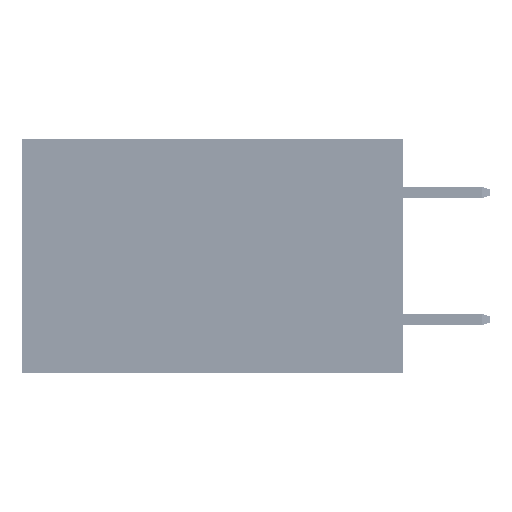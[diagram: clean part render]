
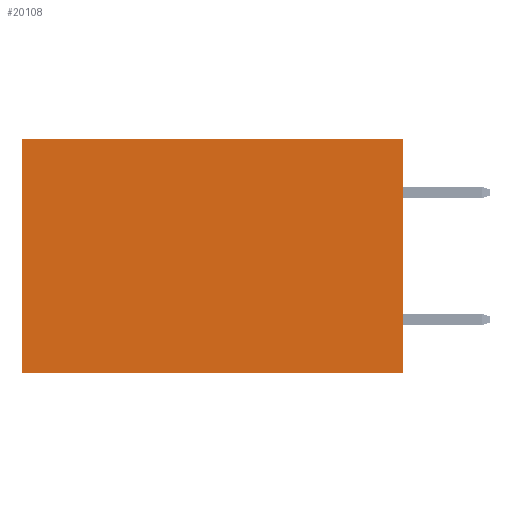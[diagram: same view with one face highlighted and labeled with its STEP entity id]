
A CAD part, left-side view. The second image highlights one B-rep face of the part: STEP entity #20108.
In plain terms, the highlighted planar face has unit normal (-1, 0, 0).
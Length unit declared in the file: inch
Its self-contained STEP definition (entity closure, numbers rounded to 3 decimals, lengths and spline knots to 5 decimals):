
#1951 = EDGE_CURVE ( 'NONE', #16968, #37657, #22338, .T. ) ;
#2729 = CARTESIAN_POINT ( 'NONE',  ( 0.2875, 0., 0. ) ) ;
#2951 = PLANE ( 'NONE',  #9537 ) ;
#3615 = CARTESIAN_POINT ( 'NONE',  ( 0.2875, 0., -0.37 ) ) ;
#3732 = CARTESIAN_POINT ( 'NONE',  ( 0.2875, 0.6, 0. ) ) ;
#5269 = VECTOR ( 'NONE', #14486, 39.37008 ) ;
#6305 = CARTESIAN_POINT ( 'NONE',  ( 0.2875, 0., 0. ) ) ;
#8492 = CARTESIAN_POINT ( 'NONE',  ( 0.2875, 0.6, -0.37 ) ) ;
#8538 = EDGE_CURVE ( 'NONE', #36096, #11769, #23839, .T. ) ;
#8759 = VECTOR ( 'NONE', #15395, 39.37008 ) ;
#9537 = AXIS2_PLACEMENT_3D ( 'NONE', #2729, #46564, #18016 ) ;
#11763 = DIRECTION ( 'NONE',  ( 0., 0., -1. ) ) ;
#11769 = VERTEX_POINT ( 'NONE', #36455 ) ;
#14486 = DIRECTION ( 'NONE',  ( 0., 0., -1. ) ) ;
#15395 = DIRECTION ( 'NONE',  ( 0., 1., 0. ) ) ;
#16968 = VERTEX_POINT ( 'NONE', #3615 ) ;
#17048 = EDGE_CURVE ( 'NONE', #36096, #16968, #40329, .T. ) ;
#18016 = DIRECTION ( 'NONE',  ( 0., 0., -1. ) ) ;
#20108 = ADVANCED_FACE ( 'NONE', ( #47035 ), #2951, .F. ) ;
#20290 = DIRECTION ( 'NONE',  ( 0., 1., 0. ) ) ;
#21231 = EDGE_LOOP ( 'NONE', ( #42999, #43046, #46544, #38027 ) ) ;
#22338 = LINE ( 'NONE', #36830, #8759 ) ;
#23793 = EDGE_CURVE ( 'NONE', #11769, #37657, #25011, .T. ) ;
#23839 = LINE ( 'NONE', #38806, #44496 ) ;
#25011 = LINE ( 'NONE', #3732, #5269 ) ;
#30365 = CARTESIAN_POINT ( 'NONE',  ( 0.2875, 0., 0. ) ) ;
#32057 = VECTOR ( 'NONE', #11763, 39.37008 ) ;
#36096 = VERTEX_POINT ( 'NONE', #6305 ) ;
#36455 = CARTESIAN_POINT ( 'NONE',  ( 0.2875, 0.6, 0. ) ) ;
#36830 = CARTESIAN_POINT ( 'NONE',  ( 0.2875, 0., -0.37 ) ) ;
#37657 = VERTEX_POINT ( 'NONE', #8492 ) ;
#38027 = ORIENTED_EDGE ( 'NONE', *, *, #8538, .T. ) ;
#38806 = CARTESIAN_POINT ( 'NONE',  ( 0.2875, 0., 0. ) ) ;
#40329 = LINE ( 'NONE', #30365, #32057 ) ;
#42999 = ORIENTED_EDGE ( 'NONE', *, *, #23793, .T. ) ;
#43046 = ORIENTED_EDGE ( 'NONE', *, *, #1951, .F. ) ;
#44496 = VECTOR ( 'NONE', #20290, 39.37008 ) ;
#46544 = ORIENTED_EDGE ( 'NONE', *, *, #17048, .F. ) ;
#46564 = DIRECTION ( 'NONE',  ( 1., 0., 0. ) ) ;
#47035 = FACE_OUTER_BOUND ( 'NONE', #21231, .T. ) ;
